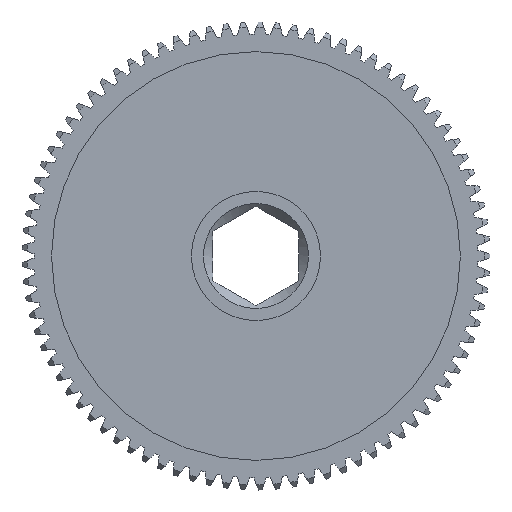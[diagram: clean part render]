
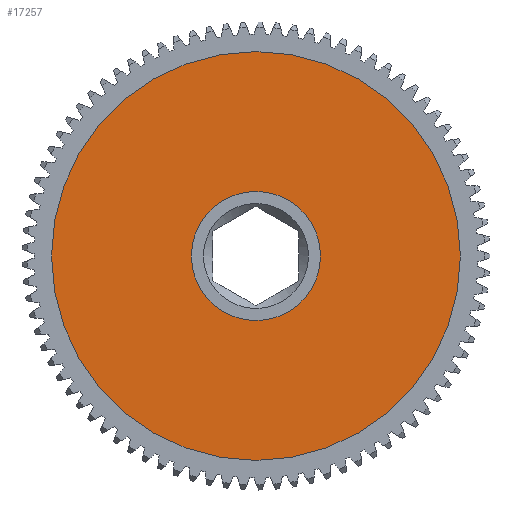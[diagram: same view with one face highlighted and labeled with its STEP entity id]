
A CAD part, left-side view. The second image highlights one B-rep face of the part: STEP entity #17257.
In plain terms, the highlighted planar face has unit normal (-1, 0, 0).
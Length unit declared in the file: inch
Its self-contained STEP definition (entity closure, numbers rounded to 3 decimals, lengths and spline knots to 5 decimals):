
#735 = ORIENTED_EDGE ( 'NONE', *, *, #18882, .T. ) ;
#1374 = CIRCLE ( 'NONE', #8418, 0.375 ) ;
#1570 = AXIS2_PLACEMENT_3D ( 'NONE', #9967, #2676, #8512 ) ;
#2502 = VERTEX_POINT ( 'NONE', #8419 ) ;
#2532 = CIRCLE ( 'NONE', #11398, 1.1875 ) ;
#2676 = DIRECTION ( 'NONE',  ( 1., 0., 0. ) ) ;
#2890 = CARTESIAN_POINT ( 'NONE',  ( 0.2, 0., 0. ) ) ;
#4007 = DIRECTION ( 'NONE',  ( 0., 0., -1. ) ) ;
#4492 = DIRECTION ( 'NONE',  ( 0., 0., -1. ) ) ;
#4685 = CARTESIAN_POINT ( 'NONE',  ( 0.2, 0., 0.375 ) ) ;
#4789 = FACE_BOUND ( 'NONE', #8008, .T. ) ;
#5930 = CARTESIAN_POINT ( 'NONE',  ( 0.2, 0., 0. ) ) ;
#6173 = VERTEX_POINT ( 'NONE', #4685 ) ;
#6433 = ORIENTED_EDGE ( 'NONE', *, *, #13792, .F. ) ;
#6641 = EDGE_LOOP ( 'NONE', ( #18005, #6433 ) ) ;
#6876 = DIRECTION ( 'NONE',  ( 0., 0., -1. ) ) ;
#7112 = DIRECTION ( 'NONE',  ( 1., 0., 0. ) ) ;
#7478 = DIRECTION ( 'NONE',  ( 1., 0., 0. ) ) ;
#8008 = EDGE_LOOP ( 'NONE', ( #14893, #735 ) ) ;
#8234 = CARTESIAN_POINT ( 'NONE',  ( 0.2, 0., 0. ) ) ;
#8418 = AXIS2_PLACEMENT_3D ( 'NONE', #8234, #11116, #4007 ) ;
#8419 = CARTESIAN_POINT ( 'NONE',  ( 0.2, 0., -0.375 ) ) ;
#8512 = DIRECTION ( 'NONE',  ( 0., 0., -1. ) ) ;
#8598 = CARTESIAN_POINT ( 'NONE',  ( 0.2, 0., 1.1875 ) ) ;
#9346 = CIRCLE ( 'NONE', #11792, 1.1875 ) ;
#9967 = CARTESIAN_POINT ( 'NONE',  ( 0.2, 0., 0. ) ) ;
#11116 = DIRECTION ( 'NONE',  ( 1., 0., 0. ) ) ;
#11398 = AXIS2_PLACEMENT_3D ( 'NONE', #14261, #14158, #6876 ) ;
#11607 = EDGE_CURVE ( 'NONE', #14267, #12225, #2532, .T. ) ;
#11792 = AXIS2_PLACEMENT_3D ( 'NONE', #2890, #7112, #12958 ) ;
#12225 = VERTEX_POINT ( 'NONE', #13358 ) ;
#12891 = CIRCLE ( 'NONE', #1570, 0.375 ) ;
#12958 = DIRECTION ( 'NONE',  ( 0., 0., -1. ) ) ;
#13358 = CARTESIAN_POINT ( 'NONE',  ( 0.2, 0., -1.1875 ) ) ;
#13579 = AXIS2_PLACEMENT_3D ( 'NONE', #5930, #7478, #4492 ) ;
#13792 = EDGE_CURVE ( 'NONE', #12225, #14267, #9346, .T. ) ;
#14158 = DIRECTION ( 'NONE',  ( 1., 0., 0. ) ) ;
#14261 = CARTESIAN_POINT ( 'NONE',  ( 0.2, 0., 0. ) ) ;
#14267 = VERTEX_POINT ( 'NONE', #8598 ) ;
#14893 = ORIENTED_EDGE ( 'NONE', *, *, #15832, .T. ) ;
#15063 = FACE_OUTER_BOUND ( 'NONE', #6641, .T. ) ;
#15832 = EDGE_CURVE ( 'NONE', #2502, #6173, #12891, .T. ) ;
#16510 = PLANE ( 'NONE',  #13579 ) ;
#17257 = ADVANCED_FACE ( 'NONE', ( #15063, #4789 ), #16510, .F. ) ;
#18005 = ORIENTED_EDGE ( 'NONE', *, *, #11607, .F. ) ;
#18882 = EDGE_CURVE ( 'NONE', #6173, #2502, #1374, .T. ) ;
